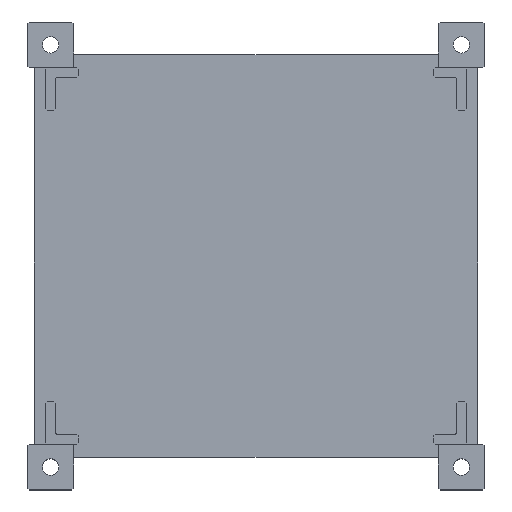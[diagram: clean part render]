
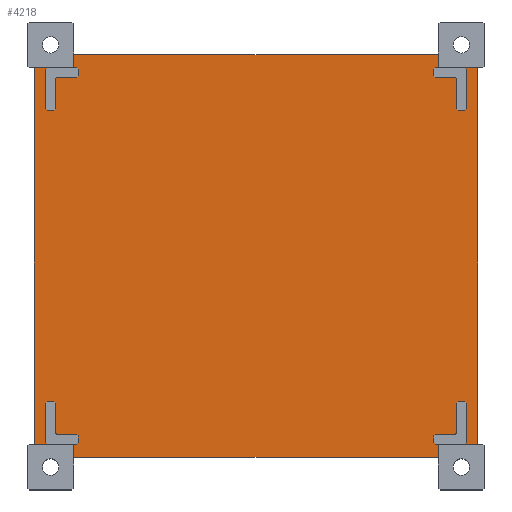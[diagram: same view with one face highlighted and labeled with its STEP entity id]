
A CAD part, top view. The second image highlights one B-rep face of the part: STEP entity #4218.
In plain terms, the highlighted planar face has unit normal (0, 0, 1).
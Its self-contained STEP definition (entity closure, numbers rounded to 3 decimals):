
#232=FACE_OUTER_BOUND('',#470,.T.);
#470=EDGE_LOOP('',(#3499,#3500,#3501,#3502,#3503,#3504,#3505,#3506,#3507,
#3508,#3509,#3510,#3511,#3512,#3513,#3514));
#864=LINE('',#6291,#1434);
#891=LINE('',#6347,#1461);
#914=LINE('',#6397,#1484);
#922=LINE('',#6411,#1492);
#925=LINE('',#6416,#1495);
#926=LINE('',#6418,#1496);
#927=LINE('',#6421,#1497);
#929=LINE('',#6425,#1499);
#933=LINE('',#6434,#1503);
#935=LINE('',#6438,#1505);
#952=LINE('',#6471,#1522);
#962=LINE('',#6492,#1532);
#963=LINE('',#6494,#1533);
#964=LINE('',#6497,#1534);
#966=LINE('',#6500,#1536);
#967=LINE('',#6502,#1537);
#1434=VECTOR('',#5128,10.);
#1461=VECTOR('',#5173,10.);
#1484=VECTOR('',#5214,10.);
#1492=VECTOR('',#5226,10.);
#1495=VECTOR('',#5231,10.);
#1496=VECTOR('',#5234,10.);
#1497=VECTOR('',#5237,10.);
#1499=VECTOR('',#5241,10.);
#1503=VECTOR('',#5247,10.);
#1505=VECTOR('',#5251,10.);
#1522=VECTOR('',#5276,10.);
#1532=VECTOR('',#5300,10.);
#1533=VECTOR('',#5303,10.);
#1534=VECTOR('',#5306,10.);
#1536=VECTOR('',#5310,10.);
#1537=VECTOR('',#5313,10.);
#1908=VERTEX_POINT('',#6288);
#1909=VERTEX_POINT('',#6290);
#1928=VERTEX_POINT('',#6344);
#1929=VERTEX_POINT('',#6346);
#1946=VERTEX_POINT('',#6394);
#1947=VERTEX_POINT('',#6396);
#1950=VERTEX_POINT('',#6408);
#1951=VERTEX_POINT('',#6410);
#1952=VERTEX_POINT('',#6414);
#1953=VERTEX_POINT('',#6420);
#1954=VERTEX_POINT('',#6424);
#1957=VERTEX_POINT('',#6431);
#1958=VERTEX_POINT('',#6433);
#1959=VERTEX_POINT('',#6437);
#1971=VERTEX_POINT('',#6469);
#1976=VERTEX_POINT('',#6496);
#2409=EDGE_CURVE('',#1908,#1909,#864,.T.);
#2438=EDGE_CURVE('',#1928,#1929,#891,.T.);
#2463=EDGE_CURVE('',#1946,#1947,#914,.T.);
#2471=EDGE_CURVE('',#1950,#1951,#922,.T.);
#2474=EDGE_CURVE('',#1952,#1908,#925,.F.);
#2475=EDGE_CURVE('',#1951,#1946,#926,.F.);
#2476=EDGE_CURVE('',#1929,#1953,#927,.F.);
#2478=EDGE_CURVE('',#1953,#1954,#929,.T.);
#2482=EDGE_CURVE('',#1957,#1958,#933,.F.);
#2484=EDGE_CURVE('',#1958,#1959,#935,.T.);
#2502=EDGE_CURVE('',#1971,#1957,#952,.T.);
#2512=EDGE_CURVE('',#1928,#1959,#962,.T.);
#2513=EDGE_CURVE('',#1950,#1954,#963,.T.);
#2514=EDGE_CURVE('',#1976,#1947,#964,.T.);
#2516=EDGE_CURVE('',#1971,#1909,#966,.T.);
#2517=EDGE_CURVE('',#1976,#1952,#967,.T.);
#3499=ORIENTED_EDGE('',*,*,#2502,.F.);
#3500=ORIENTED_EDGE('',*,*,#2516,.T.);
#3501=ORIENTED_EDGE('',*,*,#2409,.F.);
#3502=ORIENTED_EDGE('',*,*,#2474,.F.);
#3503=ORIENTED_EDGE('',*,*,#2517,.F.);
#3504=ORIENTED_EDGE('',*,*,#2514,.T.);
#3505=ORIENTED_EDGE('',*,*,#2463,.F.);
#3506=ORIENTED_EDGE('',*,*,#2475,.F.);
#3507=ORIENTED_EDGE('',*,*,#2471,.F.);
#3508=ORIENTED_EDGE('',*,*,#2513,.T.);
#3509=ORIENTED_EDGE('',*,*,#2478,.F.);
#3510=ORIENTED_EDGE('',*,*,#2476,.F.);
#3511=ORIENTED_EDGE('',*,*,#2438,.F.);
#3512=ORIENTED_EDGE('',*,*,#2512,.T.);
#3513=ORIENTED_EDGE('',*,*,#2484,.F.);
#3514=ORIENTED_EDGE('',*,*,#2482,.F.);
#4006=PLANE('',#4470);
#4218=ADVANCED_FACE('',(#232),#4006,.T.);
#4470=AXIS2_PLACEMENT_3D('',#6501,#5311,#5312);
#5128=DIRECTION('',(0.,1.,0.));
#5173=DIRECTION('',(-1.,0.,0.));
#5214=DIRECTION('',(-1.,0.,0.));
#5226=DIRECTION('',(0.,1.,0.));
#5231=DIRECTION('',(-0.707,-0.707,0.));
#5234=DIRECTION('',(0.707,-0.707,0.));
#5237=DIRECTION('',(0.707,0.707,0.));
#5241=DIRECTION('',(0.,-1.,0.));
#5247=DIRECTION('',(-0.707,0.707,0.));
#5251=DIRECTION('',(1.,0.,0.));
#5276=DIRECTION('',(0.,-1.,0.));
#5300=DIRECTION('',(0.,1.,0.));
#5303=DIRECTION('',(1.,0.,0.));
#5306=DIRECTION('',(0.,-1.,0.));
#5310=DIRECTION('',(-1.,0.,0.));
#5311=DIRECTION('center_axis',(0.,0.,1.));
#5312=DIRECTION('ref_axis',(1.,0.,0.));
#5313=DIRECTION('',(1.,0.,0.));
#6288=CARTESIAN_POINT('',(-55.75,58.,1.));
#6290=CARTESIAN_POINT('',(-55.75,61.5,1.));
#6291=CARTESIAN_POINT('',(-55.75,28.75,1.));
#6344=CARTESIAN_POINT('',(67.75,-57.5,1.));
#6346=CARTESIAN_POINT('',(56.25,-57.5,1.));
#6347=CARTESIAN_POINT('',(34.875,-57.5,1.));
#6394=CARTESIAN_POINT('',(-56.25,-57.5,1.));
#6396=CARTESIAN_POINT('',(-67.75,-57.5,1.));
#6397=CARTESIAN_POINT('',(-27.875,-57.5,1.));
#6408=CARTESIAN_POINT('',(-55.75,-61.5,1.));
#6410=CARTESIAN_POINT('',(-55.75,-58.,1.));
#6411=CARTESIAN_POINT('',(-55.75,-35.75,1.));
#6414=CARTESIAN_POINT('',(-56.25,57.5,1.));
#6416=CARTESIAN_POINT('',(-56.438,57.312,1.));
#6418=CARTESIAN_POINT('',(-56.438,-57.313,1.));
#6420=CARTESIAN_POINT('',(55.75,-58.,1.));
#6421=CARTESIAN_POINT('',(56.438,-57.312,1.));
#6424=CARTESIAN_POINT('',(55.75,-61.5,1.));
#6425=CARTESIAN_POINT('',(55.75,-28.75,1.));
#6431=CARTESIAN_POINT('',(55.75,58.,1.));
#6433=CARTESIAN_POINT('',(56.25,57.5,1.));
#6434=CARTESIAN_POINT('',(56.438,57.313,1.));
#6437=CARTESIAN_POINT('',(67.75,57.5,1.));
#6438=CARTESIAN_POINT('',(27.875,57.5,1.));
#6469=CARTESIAN_POINT('',(55.75,61.5,1.));
#6471=CARTESIAN_POINT('',(55.75,35.75,1.));
#6492=CARTESIAN_POINT('',(67.75,-57.5,1.));
#6494=CARTESIAN_POINT('',(-55.75,-61.5,1.));
#6496=CARTESIAN_POINT('',(-67.75,57.5,1.));
#6497=CARTESIAN_POINT('',(-67.75,57.5,1.));
#6500=CARTESIAN_POINT('',(55.75,61.5,1.));
#6501=CARTESIAN_POINT('Origin',(0.,0.,1.));
#6502=CARTESIAN_POINT('',(-34.875,57.5,1.));
